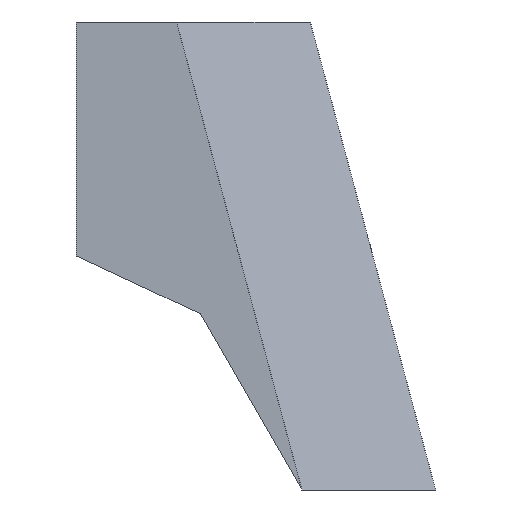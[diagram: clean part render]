
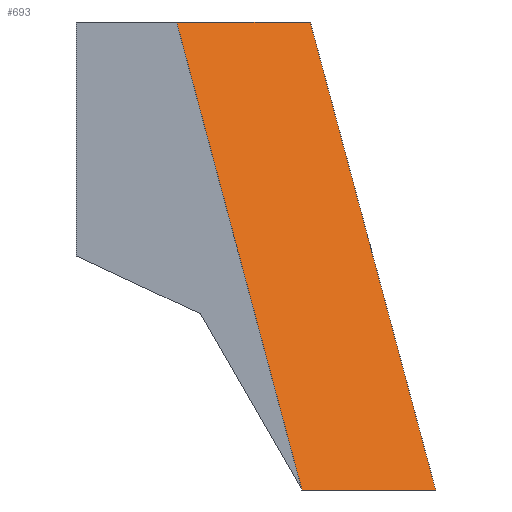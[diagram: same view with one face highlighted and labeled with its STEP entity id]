
A CAD part, left-side view. The second image highlights one B-rep face of the part: STEP entity #693.
In plain terms, the highlighted planar face has unit normal (-0.81, -0.567, 0.152).
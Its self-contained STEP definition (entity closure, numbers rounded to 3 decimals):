
#3 = VECTOR ( 'NONE', #105, 1000. ) ;
#12 = CARTESIAN_POINT ( 'NONE',  ( -20., 20., 0. ) ) ;
#18 = VERTEX_POINT ( 'NONE', #74 ) ;
#38 = CARTESIAN_POINT ( 'NONE',  ( -5.996, 0., 0. ) ) ;
#74 = CARTESIAN_POINT ( 'NONE',  ( -5.996, 0., 0. ) ) ;
#105 = DIRECTION ( 'NONE',  ( 0.574, -0.819, 0. ) ) ;
#130 = DIRECTION ( 'NONE',  ( 0.574, -0.819, 0. ) ) ;
#131 = EDGE_LOOP ( 'NONE', ( #270, #882, #965, #947 ) ) ;
#262 = VECTOR ( 'NONE', #1054, 1000. ) ;
#270 = ORIENTED_EDGE ( 'NONE', *, *, #770, .F. ) ;
#317 = EDGE_CURVE ( 'NONE', #818, #397, #405, .T. ) ;
#330 = VERTEX_POINT ( 'NONE', #733 ) ;
#332 = CARTESIAN_POINT ( 'NONE',  ( -20., 20., 0. ) ) ;
#377 = FACE_OUTER_BOUND ( 'NONE', #131, .T. ) ;
#385 = LINE ( 'NONE', #12, #3 ) ;
#397 = VERTEX_POINT ( 'NONE', #771 ) ;
#405 = LINE ( 'NONE', #811, #800 ) ;
#490 = VECTOR ( 'NONE', #851, 1000. ) ;
#521 = LINE ( 'NONE', #332, #262 ) ;
#641 = DIRECTION ( 'NONE',  ( -0.574, 0.819, 0. ) ) ;
#662 = EDGE_CURVE ( 'NONE', #330, #18, #385, .T. ) ;
#693 = ADVANCED_FACE ( 'NONE', ( #377 ), #916, .F. ) ;
#724 = DIRECTION ( 'NONE',  ( 0.81, 0.567, -0.152 ) ) ;
#733 = CARTESIAN_POINT ( 'NONE',  ( -20., 20., 0. ) ) ;
#770 = EDGE_CURVE ( 'NONE', #18, #397, #1096, .T. ) ;
#771 = CARTESIAN_POINT ( 'NONE',  ( -5.996, -18.756, -70. ) ) ;
#800 = VECTOR ( 'NONE', #130, 1000. ) ;
#811 = CARTESIAN_POINT ( 'NONE',  ( -20., 1.244, -70. ) ) ;
#818 = VERTEX_POINT ( 'NONE', #1031 ) ;
#851 = DIRECTION ( 'NONE',  ( 0., -0.259, -0.966 ) ) ;
#882 = ORIENTED_EDGE ( 'NONE', *, *, #662, .F. ) ;
#916 = PLANE ( 'NONE',  #932 ) ;
#932 = AXIS2_PLACEMENT_3D ( 'NONE', #1084, #724, #641 ) ;
#947 = ORIENTED_EDGE ( 'NONE', *, *, #317, .T. ) ;
#965 = ORIENTED_EDGE ( 'NONE', *, *, #1019, .T. ) ;
#1019 = EDGE_CURVE ( 'NONE', #330, #818, #521, .T. ) ;
#1031 = CARTESIAN_POINT ( 'NONE',  ( -20., 1.244, -70. ) ) ;
#1054 = DIRECTION ( 'NONE',  ( 0., -0.259, -0.966 ) ) ;
#1084 = CARTESIAN_POINT ( 'NONE',  ( -20., 20., 0. ) ) ;
#1096 = LINE ( 'NONE', #38, #490 ) ;
